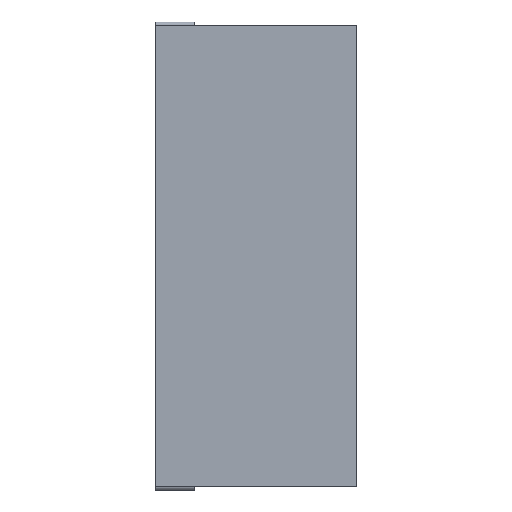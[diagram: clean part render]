
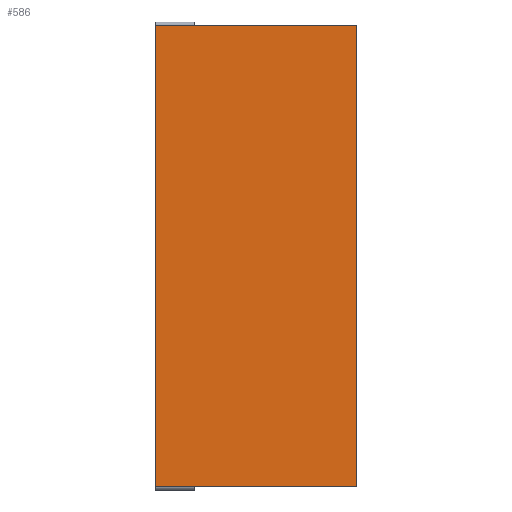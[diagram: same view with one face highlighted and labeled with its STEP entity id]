
A CAD part, top view. The second image highlights one B-rep face of the part: STEP entity #586.
In plain terms, the highlighted planar face has unit normal (0, 0, 1).
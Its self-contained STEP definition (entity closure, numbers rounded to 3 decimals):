
#8 = DIRECTION ( 'NONE',  ( 0., 0., 1. ) ) ;
#38 = VERTEX_POINT ( 'NONE', #513 ) ;
#43 = LINE ( 'NONE', #760, #268 ) ;
#61 = DIRECTION ( 'NONE',  ( -1., 0., 0. ) ) ;
#97 = ORIENTED_EDGE ( 'NONE', *, *, #303, .T. ) ;
#98 = DIRECTION ( 'NONE',  ( 1., 0., 0. ) ) ;
#104 = CARTESIAN_POINT ( 'NONE',  ( -58.297, -118., 0. ) ) ;
#116 = VERTEX_POINT ( 'NONE', #761 ) ;
#120 = ORIENTED_EDGE ( 'NONE', *, *, #328, .T. ) ;
#122 = LINE ( 'NONE', #612, #409 ) ;
#141 = PLANE ( 'NONE',  #345 ) ;
#152 = CARTESIAN_POINT ( 'NONE',  ( 44.961, 118., 0. ) ) ;
#165 = VECTOR ( 'NONE', #98, 1000. ) ;
#170 = ORIENTED_EDGE ( 'NONE', *, *, #436, .T. ) ;
#182 = ORIENTED_EDGE ( 'NONE', *, *, #693, .T. ) ;
#231 = ORIENTED_EDGE ( 'NONE', *, *, #353, .T. ) ;
#249 = CARTESIAN_POINT ( 'NONE',  ( 0., 0., 0. ) ) ;
#267 = EDGE_CURVE ( 'NONE', #678, #647, #705, .T. ) ;
#268 = VECTOR ( 'NONE', #61, 1000. ) ;
#297 = DIRECTION ( 'NONE',  ( -1., 0., 0. ) ) ;
#300 = CARTESIAN_POINT ( 'NONE',  ( 0., 118., 0. ) ) ;
#303 = EDGE_CURVE ( 'NONE', #678, #361, #467, .T. ) ;
#304 = LINE ( 'NONE', #300, #358 ) ;
#328 = EDGE_CURVE ( 'NONE', #730, #38, #43, .T. ) ;
#345 = AXIS2_PLACEMENT_3D ( 'NONE', #249, #8, #385 ) ;
#353 = EDGE_CURVE ( 'NONE', #38, #116, #304, .T. ) ;
#358 = VECTOR ( 'NONE', #297, 1000. ) ;
#361 = VERTEX_POINT ( 'NONE', #605 ) ;
#385 = DIRECTION ( 'NONE',  ( 1., 0., 0. ) ) ;
#407 = VECTOR ( 'NONE', #649, 1000. ) ;
#409 = VECTOR ( 'NONE', #557, 1000. ) ;
#436 = EDGE_CURVE ( 'NONE', #361, #730, #122, .T. ) ;
#462 = CARTESIAN_POINT ( 'NONE',  ( -58.297, 153., 0. ) ) ;
#467 = LINE ( 'NONE', #593, #165 ) ;
#497 = FACE_OUTER_BOUND ( 'NONE', #767, .T. ) ;
#513 = CARTESIAN_POINT ( 'NONE',  ( -38.297, 118., 0. ) ) ;
#521 = CARTESIAN_POINT ( 'NONE',  ( 0., -118., 0. ) ) ;
#557 = DIRECTION ( 'NONE',  ( 0., 1., 0. ) ) ;
#586 = ADVANCED_FACE ( 'NONE', ( #497 ), #141, .T. ) ;
#593 = CARTESIAN_POINT ( 'NONE',  ( 9.126, -118., 0. ) ) ;
#604 = DIRECTION ( 'NONE',  ( 0., -1., 0. ) ) ;
#605 = CARTESIAN_POINT ( 'NONE',  ( 44.961, -118., 0. ) ) ;
#612 = CARTESIAN_POINT ( 'NONE',  ( 44.961, 118., 0. ) ) ;
#647 = VERTEX_POINT ( 'NONE', #104 ) ;
#649 = DIRECTION ( 'NONE',  ( -1., 0., 0. ) ) ;
#650 = ORIENTED_EDGE ( 'NONE', *, *, #267, .F. ) ;
#678 = VERTEX_POINT ( 'NONE', #718 ) ;
#693 = EDGE_CURVE ( 'NONE', #116, #647, #714, .T. ) ;
#705 = LINE ( 'NONE', #521, #407 ) ;
#714 = LINE ( 'NONE', #462, #737 ) ;
#718 = CARTESIAN_POINT ( 'NONE',  ( -38.297, -118., 0. ) ) ;
#730 = VERTEX_POINT ( 'NONE', #152 ) ;
#737 = VECTOR ( 'NONE', #604, 1000. ) ;
#760 = CARTESIAN_POINT ( 'NONE',  ( -38.297, 118., 0. ) ) ;
#761 = CARTESIAN_POINT ( 'NONE',  ( -58.297, 118., 0. ) ) ;
#767 = EDGE_LOOP ( 'NONE', ( #650, #97, #170, #120, #231, #182 ) ) ;
